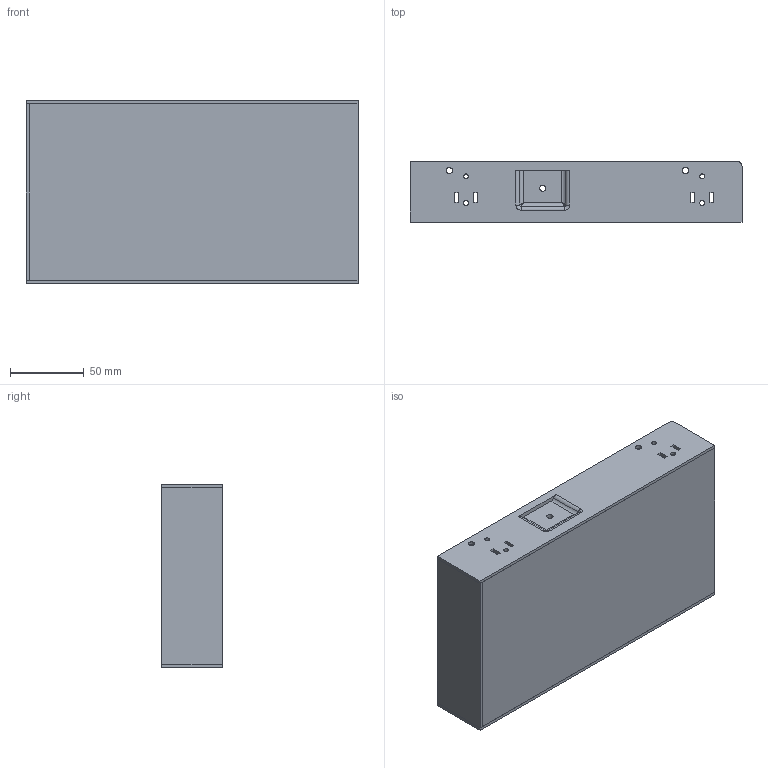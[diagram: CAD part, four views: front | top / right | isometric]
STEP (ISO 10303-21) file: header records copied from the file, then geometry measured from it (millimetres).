
FILE_DESCRIPTION(/* description */ (''),/* implementation_level */ '2;1');
FILE_NAME(/* name */ 'Netzteil_36Vl16,6A_MeanWell_LRS600 v9.step',/* time_stamp */ '2023-08-02T18:51:16+02:00',/* author */ (''),/* organization */ (''),/* preprocessor_version */ 'ST-DEVELOPER v20',/* originating_system */ 'Autodesk Translation Framework v12.9.0.99',/* authorisation */ '');
FILE_SCHEMA (('AUTOMOTIVE_DESIGN { 1 0 10303 214 3 1 1 }'));
Length unit declared in the file: millimetre
Products named in the file (1): Netzteil_36Vl16,6A_MeanWell_LRS600
Bounding box: 225 x 41 x 124 mm (x, y, z)
Volume: 234150.1 mm3; surface area: 179113 mm2
Topology: 17 solids, 17 shells, 496 faces, 1270 edges, 828 vertices
Faces by surface type: plane 332, cylinder 147, bspline 17
Full cylindrical faces by diameter (mm): 3.332 x12, 4 x5, 4.234 x6, 5 x2, 6 x18
Entity records: 15912 total; most frequent: CARTESIAN_POINT 3419, DIRECTION 2539, ORIENTED_EDGE 2532, EDGE_CURVE 1266, LINE 847, VECTOR 847, AXIS2_PLACEMENT_3D 846, VERTEX_POINT 828
